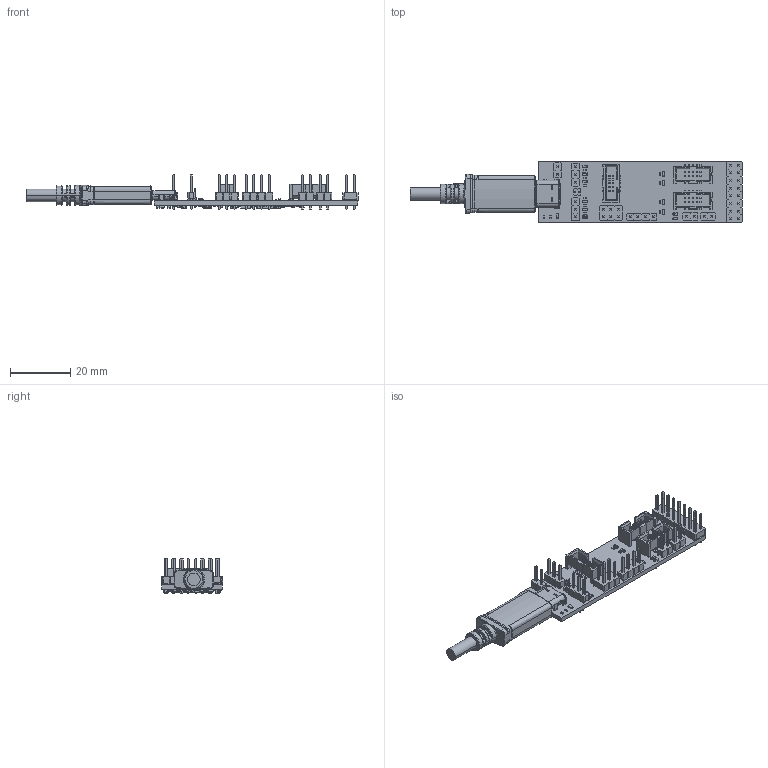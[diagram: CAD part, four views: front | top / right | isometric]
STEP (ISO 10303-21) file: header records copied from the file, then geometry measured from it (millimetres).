
FILE_DESCRIPTION(('KiCad electronic assembly'),'2;1');
FILE_NAME('debug-toolkit.step','2025-10-09T17:55:26',('Pcbnew'),('Kicad' ),'Open CASCADE STEP processor 7.8','KiCad to STEP converter', 'Unknown');
FILE_SCHEMA(('AUTOMOTIVE_DESIGN { 1 0 10303 214 1 1 1 1 }'));
Length unit declared in the file: millimetre
Products named in the file (63): debug-toolkit 1; R_0402_1005Metric; LED_0603_1608Metric; 61300311121; 6130xx11121_PIN; SOD523F; PinHeader_1x4_P2.54mm_Drill1.1mm; 61300411121; USB-C_Receptacle_GCT_USB4105-GF-A; debug-toolkit 1.15.1; PLUG_GENERIC_USB-C; PinHeader_2x3_P2.54mm_Drill1.1mm; 61300621121; 6130xx21121_PIN; PinHeader_2x5_P1.27mm_SMD_Shrouded; T-1S71-02-05-D-SM; SHF-First_Position_Indicator; SHF-105-01-D_header; PinHeader_2x8_P2.54mm_Drill1mm; 61301621121; PinHeader_1x2_P1.27mm_Drill0.7mm; M50-35302_MOULD; M50-353_CONTACT; PinHeader_1x2_P2.54mm; 61300211121; VSSOP-8; SOT765 Mold body; SOT765 Lead; USON-14_SMD; C_0402_1005Metric; SOT-723; FB_0402_1005Metric; C_0603_1608Metric; QFN-56-1EP_8x8mm_P0.5mm; Body; ThermalPin; PinsArrayLR; PinsArrayTB; Oscillator_SMD_Abracon_ASFLMB_5x3.2x0.85mm; SOT-666 ...
Assembly tree (207 placements, depth 3):
  debug-toolkit 1
    R_0402_1005Metric  x40
    LED_0603_1608Metric  x11
    61300311121  x2
      61300311121
      6130xx11121_PIN
    SOD523F  x2
    PinHeader_1x4_P2.54mm_Drill1.1mm
      61300411121
      6130xx11121_PIN  x4
    USB-C_Receptacle_GCT_USB4105-GF-A
      debug-toolkit 1.15.1
    PLUG_GENERIC_USB-C
    PinHeader_2x3_P2.54mm_Drill1.1mm
      61300621121
      6130xx21121_PIN  x6
    PinHeader_2x5_P1.27mm_SMD_Shrouded  x3
      T-1S71-02-05-D-SM
      SHF-First_Position_Indicator
      SHF-105-01-D_header
    PinHeader_2x8_P2.54mm_Drill1mm
      61301621121
      6130xx21121_PIN  x16
    PinHeader_1x2_P1.27mm_Drill0.7mm
      M50-35302_MOULD
      M50-353_CONTACT  x2
    PinHeader_1x2_P2.54mm  x3
      61300211121
      6130xx11121_PIN
    VSSOP-8  x2
      SOT765 Mold body
      SOT765 Lead
    USON-14_SMD
    C_0402_1005Metric  x34
    SOT-723
    FB_0402_1005Metric  x2
    C_0603_1608Metric  x5
    QFN-56-1EP_8x8mm_P0.5mm
      Body
      ThermalPin
      PinsArrayLR
      PinsArrayTB
    Oscillator_SMD_Abracon_ASFLMB_5x3.2x0.85mm
    SOT-666  x2
    SOT-553-6  x5
    SOT833-1  x4
    X2SON8
    UMLP-12_1.8x.1.8x0.55mm_P0.4mm
      Body
      PinsArrayLR
      PinsArrayTB
    sc705_model  x2
      sc705_pin
      SC705_0M65_2MX1M25X0M9
    FB_0603_1608Metric  x2
    CST3-3  x4
      Component1
      Component2
      Component3
      Component4
Bounding box: 110.18 x 20.32 x 11.69 mm (x, y, z)
Volume: 5562.4 mm3; surface area: 10063.4 mm2
Topology: 417 solids, 417 shells, 8749 faces, 21393 edges, 13350 vertices
Faces by surface type: plane 6548, cylinder 1596, sphere 332, bspline 219, cone 50, torus 4
Full cylindrical faces by diameter (mm): 0.225 x1, 0.65 x2, 0.7 x2, 1 x17, 1.02 x2, 1.1 x20
Entity records: 126603 total; most frequent: CARTESIAN_POINT 25852, ORIENTED_EDGE 19274, DIRECTION 18401, EDGE_CURVE 9637, LINE 8039, VECTOR 8039, VERTEX_POINT 6255, AXIS2_PLACEMENT_3D 5181
